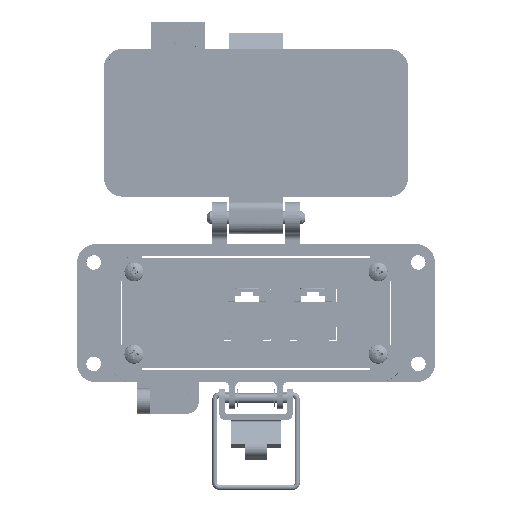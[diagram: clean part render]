
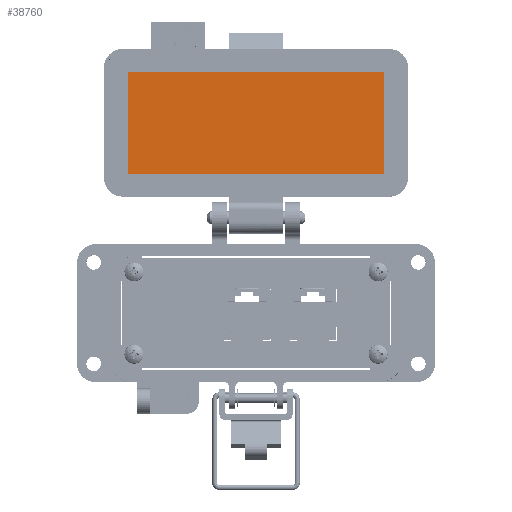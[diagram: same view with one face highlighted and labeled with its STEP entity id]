
A CAD part, top view. The second image highlights one B-rep face of the part: STEP entity #38760.
In plain terms, the highlighted planar face has unit normal (0, 0, 1).
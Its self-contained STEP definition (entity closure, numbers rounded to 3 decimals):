
#197 = EDGE_CURVE ( 'NONE', #37375, #11524, #23390, .T. ) ;
#1430 = ORIENTED_EDGE ( 'NONE', *, *, #197, .F. ) ;
#1511 = PLANE ( 'NONE',  #20367 ) ;
#4406 = CARTESIAN_POINT ( 'NONE',  ( 40.25, 67.154, -25.55 ) ) ;
#4471 = DIRECTION ( 'NONE',  ( 1., 0., 0. ) ) ;
#5530 = ORIENTED_EDGE ( 'NONE', *, *, #73137, .F. ) ;
#8130 = VECTOR ( 'NONE', #10096, 1000. ) ;
#8544 = DIRECTION ( 'NONE',  ( 0., -1., 0. ) ) ;
#9921 = LINE ( 'NONE', #11457, #27850 ) ;
#10096 = DIRECTION ( 'NONE',  ( -1., 0., 0. ) ) ;
#11457 = CARTESIAN_POINT ( 'NONE',  ( -8.5, 83.154, -25.55 ) ) ;
#11524 = VERTEX_POINT ( 'NONE', #34407 ) ;
#12145 = DIRECTION ( 'NONE',  ( 0., 1., 0. ) ) ;
#14005 = VECTOR ( 'NONE', #12145, 1000. ) ;
#14878 = EDGE_CURVE ( 'NONE', #11524, #58385, #71616, .T. ) ;
#20367 = AXIS2_PLACEMENT_3D ( 'NONE', #26560, #25403, #8544 ) ;
#23390 = LINE ( 'NONE', #65234, #8130 ) ;
#24451 = EDGE_CURVE ( 'NONE', #58385, #55271, #9921, .T. ) ;
#25403 = DIRECTION ( 'NONE',  ( 0., 0., 1. ) ) ;
#26560 = CARTESIAN_POINT ( 'NONE',  ( -8.5, 67.154, -25.55 ) ) ;
#27850 = VECTOR ( 'NONE', #4471, 1000. ) ;
#34137 = LINE ( 'NONE', #4406, #37204 ) ;
#34407 = CARTESIAN_POINT ( 'NONE',  ( -40.25, 51.154, -25.55 ) ) ;
#36295 = CARTESIAN_POINT ( 'NONE',  ( 40.25, 51.154, -25.55 ) ) ;
#37204 = VECTOR ( 'NONE', #57983, 1000. ) ;
#37375 = VERTEX_POINT ( 'NONE', #36295 ) ;
#38760 = ADVANCED_FACE ( 'NONE', ( #62131 ), #1511, .T. ) ;
#46138 = CARTESIAN_POINT ( 'NONE',  ( -40.25, 83.154, -25.55 ) ) ;
#52154 = CARTESIAN_POINT ( 'NONE',  ( 40.25, 83.154, -25.55 ) ) ;
#52312 = ORIENTED_EDGE ( 'NONE', *, *, #14878, .F. ) ;
#55271 = VERTEX_POINT ( 'NONE', #52154 ) ;
#57983 = DIRECTION ( 'NONE',  ( 0., -1., 0. ) ) ;
#58385 = VERTEX_POINT ( 'NONE', #46138 ) ;
#60795 = EDGE_LOOP ( 'NONE', ( #70394, #52312, #1430, #5530 ) ) ;
#62131 = FACE_OUTER_BOUND ( 'NONE', #60795, .T. ) ;
#65234 = CARTESIAN_POINT ( 'NONE',  ( 42., 51.154, -25.55 ) ) ;
#66903 = CARTESIAN_POINT ( 'NONE',  ( -40.25, 67.154, -25.55 ) ) ;
#70394 = ORIENTED_EDGE ( 'NONE', *, *, #24451, .F. ) ;
#71616 = LINE ( 'NONE', #66903, #14005 ) ;
#73137 = EDGE_CURVE ( 'NONE', #55271, #37375, #34137, .T. ) ;
